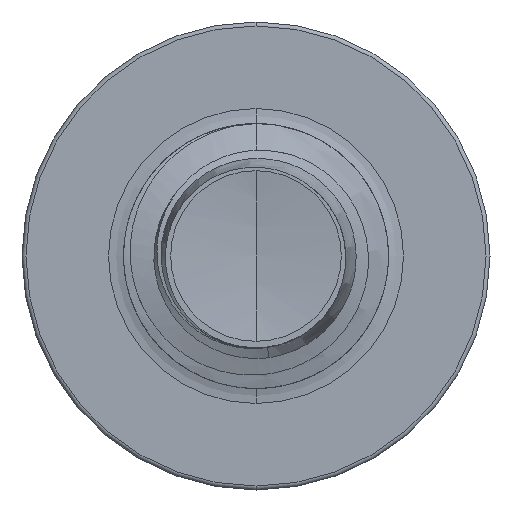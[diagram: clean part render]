
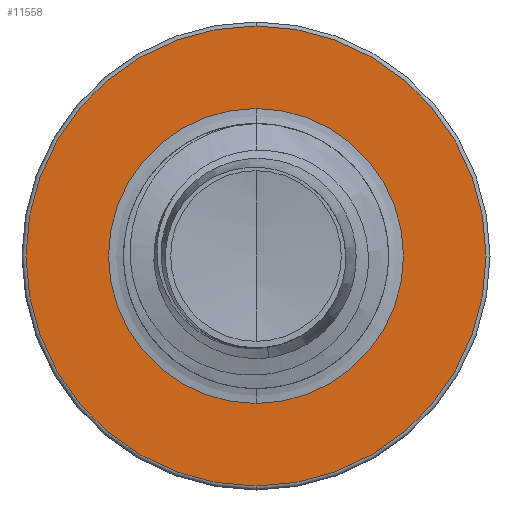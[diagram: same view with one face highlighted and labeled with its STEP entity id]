
A CAD part, front view. The second image highlights one B-rep face of the part: STEP entity #11558.
In plain terms, the highlighted planar face has unit normal (0, -1, 0).
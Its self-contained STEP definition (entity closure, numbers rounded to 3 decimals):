
#144 = CARTESIAN_POINT ( 'NONE',  ( 0., 9., 0. ) ) ;
#473 = AXIS2_PLACEMENT_3D ( 'NONE', #14448, #4538, #16047 ) ;
#634 = CARTESIAN_POINT ( 'NONE',  ( 0., 9., -1.67 ) ) ;
#966 = EDGE_CURVE ( 'NONE', #2046, #12018, #11853, .T. ) ;
#1989 = DIRECTION ( 'NONE',  ( 0., 0., 1. ) ) ;
#2046 = VERTEX_POINT ( 'NONE', #634 ) ;
#3965 = CIRCLE ( 'NONE', #7722, 2.605 ) ;
#4127 = DIRECTION ( 'NONE',  ( 0., 0., 1. ) ) ;
#4538 = DIRECTION ( 'NONE',  ( 0., 1., 0. ) ) ;
#4937 = ORIENTED_EDGE ( 'NONE', *, *, #966, .T. ) ;
#5306 = CARTESIAN_POINT ( 'NONE',  ( 0., 9., -2.605 ) ) ;
#5515 = EDGE_CURVE ( 'NONE', #8418, #15684, #6485, .T. ) ;
#6485 = CIRCLE ( 'NONE', #473, 2.605 ) ;
#6635 = CARTESIAN_POINT ( 'NONE',  ( 0., 9., 0. ) ) ;
#6639 = DIRECTION ( 'NONE',  ( 0., 1., 0. ) ) ;
#6664 = DIRECTION ( 'NONE',  ( 0., 0., 1. ) ) ;
#7512 = CARTESIAN_POINT ( 'NONE',  ( 0., 9., -1.67 ) ) ;
#7722 = AXIS2_PLACEMENT_3D ( 'NONE', #144, #12117, #1989 ) ;
#7936 = DIRECTION ( 'NONE',  ( 0., 1., 0. ) ) ;
#7961 = EDGE_LOOP ( 'NONE', ( #11843, #18450 ) ) ;
#8418 = VERTEX_POINT ( 'NONE', #14761 ) ;
#8772 = AXIS2_PLACEMENT_3D ( 'NONE', #6635, #6639, #6664 ) ;
#9114 = PLANE ( 'NONE',  #17879 ) ;
#9237 = CIRCLE ( 'NONE', #14037, 1.67 ) ;
#10137 = EDGE_LOOP ( 'NONE', ( #14690, #4937 ) ) ;
#10272 = EDGE_CURVE ( 'NONE', #12018, #2046, #9237, .T. ) ;
#11558 = ADVANCED_FACE ( 'NONE', ( #13386, #17601 ), #9114, .F. ) ;
#11843 = ORIENTED_EDGE ( 'NONE', *, *, #5515, .F. ) ;
#11853 = CIRCLE ( 'NONE', #8772, 1.67 ) ;
#12018 = VERTEX_POINT ( 'NONE', #19415 ) ;
#12117 = DIRECTION ( 'NONE',  ( 0., 1., 0. ) ) ;
#12396 = EDGE_CURVE ( 'NONE', #15684, #8418, #3965, .T. ) ;
#13386 = FACE_OUTER_BOUND ( 'NONE', #7961, .T. ) ;
#14037 = AXIS2_PLACEMENT_3D ( 'NONE', #17640, #7936, #19182 ) ;
#14090 = DIRECTION ( 'NONE',  ( 0., 1., 0. ) ) ;
#14448 = CARTESIAN_POINT ( 'NONE',  ( 0., 9., 0. ) ) ;
#14690 = ORIENTED_EDGE ( 'NONE', *, *, #10272, .T. ) ;
#14761 = CARTESIAN_POINT ( 'NONE',  ( 0., 9., 2.605 ) ) ;
#15684 = VERTEX_POINT ( 'NONE', #5306 ) ;
#16047 = DIRECTION ( 'NONE',  ( 0., 0., 1. ) ) ;
#17601 = FACE_BOUND ( 'NONE', #10137, .T. ) ;
#17640 = CARTESIAN_POINT ( 'NONE',  ( 0., 9., 0. ) ) ;
#17879 = AXIS2_PLACEMENT_3D ( 'NONE', #7512, #14090, #4127 ) ;
#18450 = ORIENTED_EDGE ( 'NONE', *, *, #12396, .F. ) ;
#19182 = DIRECTION ( 'NONE',  ( 0., 0., 1. ) ) ;
#19415 = CARTESIAN_POINT ( 'NONE',  ( 0., 9., 1.67 ) ) ;
